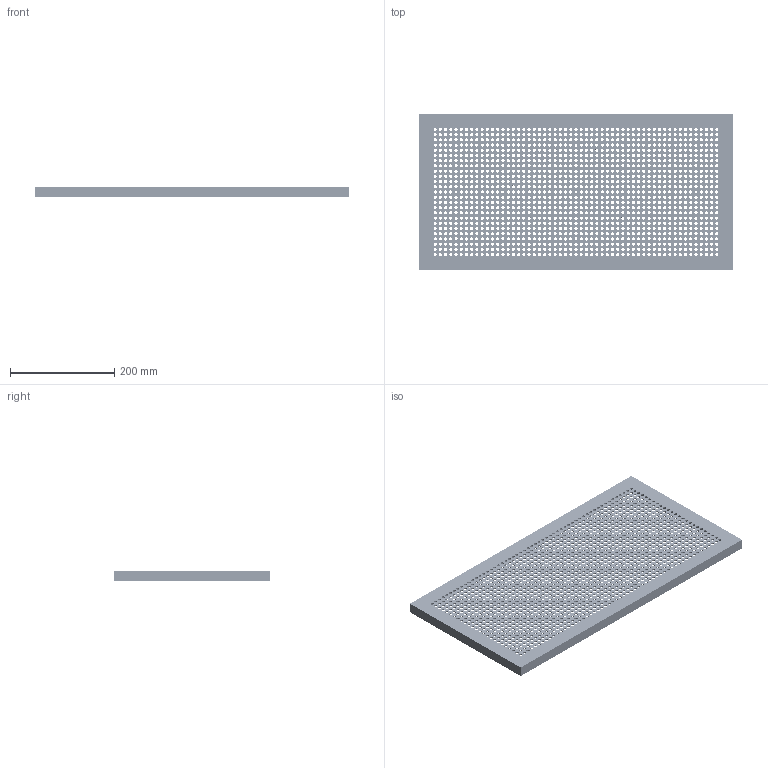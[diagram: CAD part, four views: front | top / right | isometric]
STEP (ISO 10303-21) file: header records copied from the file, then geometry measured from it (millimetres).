
FILE_DESCRIPTION(/* description */ (''),/* implementation_level */ '2;1');
FILE_NAME(/* name */ 'Work Cell.step',/* time_stamp */ '2023-08-16T19:30:32+08:00',/* author */ (''),/* organization */ (''),/* preprocessor_version */ 'ST-DEVELOPER v20',/* originating_system */ 'Autodesk Translation Framework v12.9.0.99',/* authorisation */ '');
FILE_SCHEMA (('AUTOMOTIVE_DESIGN { 1 0 10303 214 3 1 1 }'));
Length unit declared in the file: millimetre
Products named in the file (1): Work Cell
Bounding box: 600 x 300 x 20 mm (x, y, z)
Volume: 901445.6 mm3; surface area: 399601.9 mm2
Topology: 1 solids, 1 shells, 1386 faces, 4149 edges, 2766 vertices
Faces by surface type: cylinder 1375, plane 11
Full cylindrical faces by diameter (mm): 6 x1375
Entity records: 53963 total; most frequent: DIRECTION 9673, CARTESIAN_POINT 8302, ORIENTED_EDGE 8298, EDGE_CURVE 4149, EDGE_LOOP 4137, AXIS2_PLACEMENT_3D 4137, VERTEX_POINT 2766, FACE_BOUND 2751
